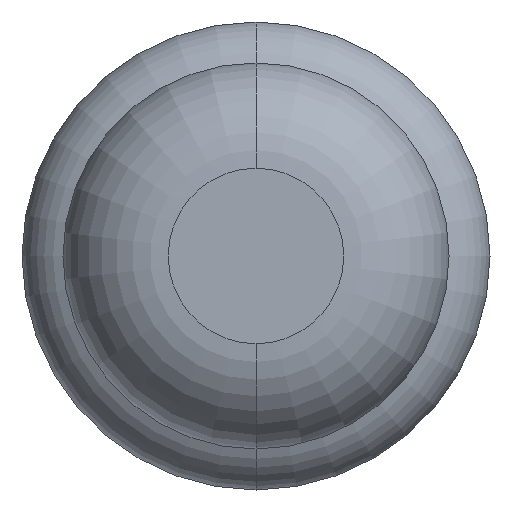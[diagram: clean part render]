
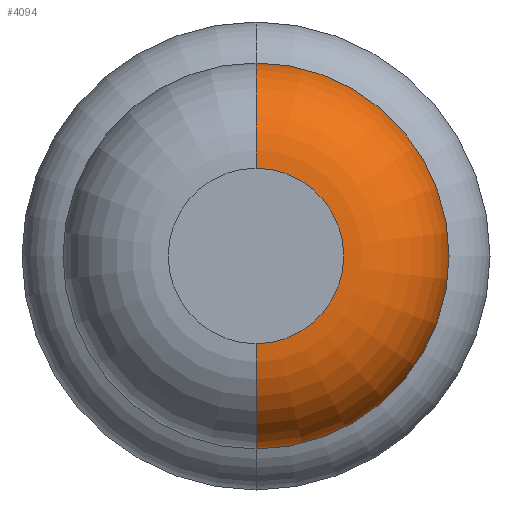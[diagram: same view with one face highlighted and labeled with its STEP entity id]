
A CAD part, front view. The second image highlights one B-rep face of the part: STEP entity #4094.
In plain terms, the highlighted toroidal (fillet/blend) face has major radius 0.375 mm and minor radius 0.45 mm.
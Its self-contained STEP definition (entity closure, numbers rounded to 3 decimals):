
#16 = AXIS2_PLACEMENT_3D ( 'NONE', #297, #4293, #2330 ) ;
#218 = DIRECTION ( 'NONE',  ( 0., 1., 0. ) ) ;
#223 = DIRECTION ( 'NONE',  ( 0., 1., 0. ) ) ;
#236 = AXIS2_PLACEMENT_3D ( 'NONE', #237, #3016, #3810 ) ;
#237 = CARTESIAN_POINT ( 'NONE',  ( 0., -25.55, 0.375 ) ) ;
#297 = CARTESIAN_POINT ( 'NONE',  ( 0., -26., 0. ) ) ;
#458 = VERTEX_POINT ( 'NONE', #3650 ) ;
#629 = CARTESIAN_POINT ( 'NONE',  ( 0., -25.55, 0. ) ) ;
#760 = VERTEX_POINT ( 'NONE', #4072 ) ;
#951 = ORIENTED_EDGE ( 'NONE', *, *, #2895, .F. ) ;
#963 = DIRECTION ( 'NONE',  ( 0., 0., -1. ) ) ;
#1218 = DIRECTION ( 'NONE',  ( 0., 0., 1. ) ) ;
#1260 = ORIENTED_EDGE ( 'NONE', *, *, #2573, .T. ) ;
#1291 = AXIS2_PLACEMENT_3D ( 'NONE', #629, #223, #2240 ) ;
#1600 = EDGE_CURVE ( 'Defeature ausgef�hrt1_9+Defeature ausgef�hrt1_8+Defeature ausgef�hrt1_8+Defeature ausgef�hrt1_8', #3986, #5082, #2919, .T. ) ;
#2155 = DIRECTION ( 'NONE',  ( 1., 0., 0. ) ) ;
#2192 = ORIENTED_EDGE ( 'NONE', *, *, #1600, .F. ) ;
#2240 = DIRECTION ( 'NONE',  ( 0., 0., 1. ) ) ;
#2282 = TOROIDAL_SURFACE ( 'NONE', #1291, 0.375, 0.45 ) ;
#2330 = DIRECTION ( 'NONE',  ( 0., 0., 1. ) ) ;
#2454 = AXIS2_PLACEMENT_3D ( 'NONE', #4512, #2155, #963 ) ;
#2549 = CIRCLE ( 'NONE', #16, 0.375 ) ;
#2573 = EDGE_CURVE ( 'Defeature ausgef�hrt1_8+Defeature ausgef�hrt1_7+Defeature ausgef�hrt1_7+Defeature ausgef�hrt1_7', #458, #760, #2549, .T. ) ;
#2777 = AXIS2_PLACEMENT_3D ( 'NONE', #5076, #218, #1218 ) ;
#2895 = EDGE_CURVE ( 'NONE', #458, #3986, #4441, .T. ) ;
#2919 = CIRCLE ( 'NONE', #2777, 0.825 ) ;
#3016 = DIRECTION ( 'NONE',  ( -1., 0., 0. ) ) ;
#3231 = ORIENTED_EDGE ( 'NONE', *, *, #3990, .T. ) ;
#3342 = CIRCLE ( 'NONE', #2454, 0.45 ) ;
#3361 = CARTESIAN_POINT ( 'NONE',  ( 0., -25.55, -0.825 ) ) ;
#3650 = CARTESIAN_POINT ( 'NONE',  ( 0., -26., 0.375 ) ) ;
#3810 = DIRECTION ( 'NONE',  ( 0., 0., 1. ) ) ;
#3891 = FACE_OUTER_BOUND ( 'NONE', #4559, .T. ) ;
#3986 = VERTEX_POINT ( 'NONE', #4909 ) ;
#3990 = EDGE_CURVE ( 'NONE', #760, #5082, #3342, .T. ) ;
#4072 = CARTESIAN_POINT ( 'NONE',  ( 0., -26., -0.375 ) ) ;
#4094 = ADVANCED_FACE ( 'Defeature ausgef�hrt1_8', ( #3891 ), #2282, .T. ) ;
#4293 = DIRECTION ( 'NONE',  ( 0., 1., 0. ) ) ;
#4441 = CIRCLE ( 'NONE', #236, 0.45 ) ;
#4512 = CARTESIAN_POINT ( 'NONE',  ( 0., -25.55, -0.375 ) ) ;
#4559 = EDGE_LOOP ( 'NONE', ( #1260, #3231, #2192, #951 ) ) ;
#4909 = CARTESIAN_POINT ( 'NONE',  ( 0., -25.55, 0.825 ) ) ;
#5076 = CARTESIAN_POINT ( 'NONE',  ( 0., -25.55, 0. ) ) ;
#5082 = VERTEX_POINT ( 'NONE', #3361 ) ;
